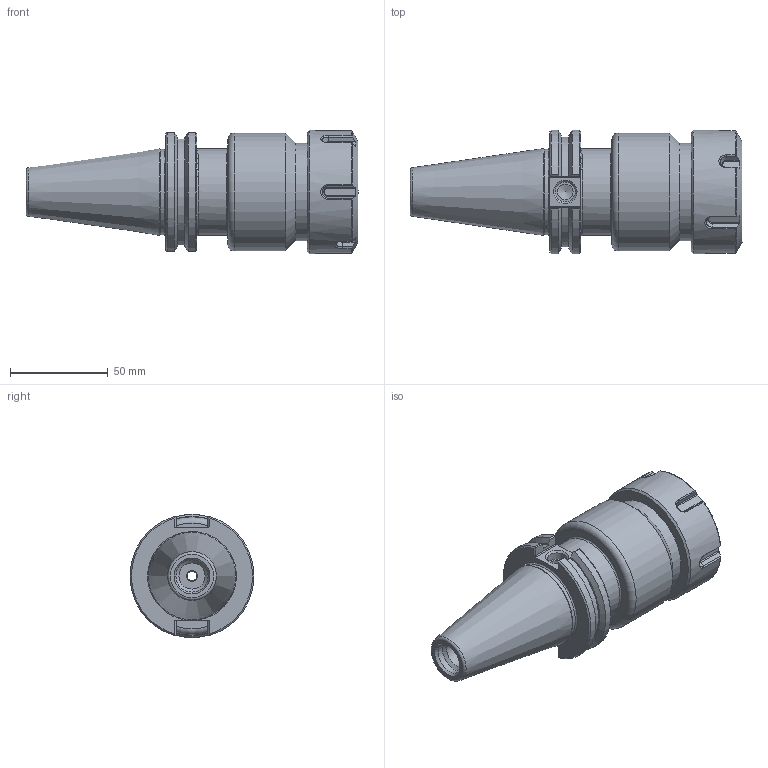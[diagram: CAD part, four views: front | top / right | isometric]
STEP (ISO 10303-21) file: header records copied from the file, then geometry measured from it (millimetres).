
FILE_DESCRIPTION(/* description */ ('ER COLLET CHUCK'),/* implementation_level */ '2;1');
FILE_NAME(/* name */ 'C40-40ERF400.stp',/* time_stamp */ '2017-01-20T13:36:21-05:00',/* author */ ('davhar'),/* organization */ (''),/* preprocessor_version */ 'ST-DEVELOPER v16.1',/* originating_system */ 'Autodesk Inventor 2016',/* authorisation */ '');
FILE_SCHEMA (('AUTOMOTIVE_DESIGN { 1 0 10303 214 3 1 1 }'));
Length unit declared in the file: inch
Products named in the file (4): C40-40ER4-1; 40ERN; BS-10; C40-40ERF400
Assembly tree (3 placements, depth 2):
  C40-40ERF400
    C40-40ER4-1
    40ERN
    BS-10
Bounding box: 169.86 x 63.26 x 63 mm (x, y, z)
Volume: 222211.9 mm3; surface area: 57158 mm2
Topology: 3 solids, 3 shells, 188 faces, 468 edges, 291 vertices
Faces by surface type: plane 76, cylinder 52, cone 37, torus 17, bspline 6
Full cylindrical faces by diameter (mm): 5.588 x1, 7.112 x1, 8.001 x1, 10.135 x1, 13.386 x1, 16.459 x1, 24.892 x2, 26.848 x1, 28.397 x1, 30.988 x1, 33.02 x1, 43.942 x1, 44.45 x1, 48.5 x1, 50 x1, 52.25 x1, 60.325 x1, 63 x1
Entity records: 6553 total; most frequent: CARTESIAN_POINT 2360, ORIENTED_EDGE 824, DIRECTION 802, EDGE_CURVE 412, AXIS2_PLACEMENT_3D 325, VERTEX_POINT 282, EDGE_LOOP 246, FACE_OUTER_BOUND 188
